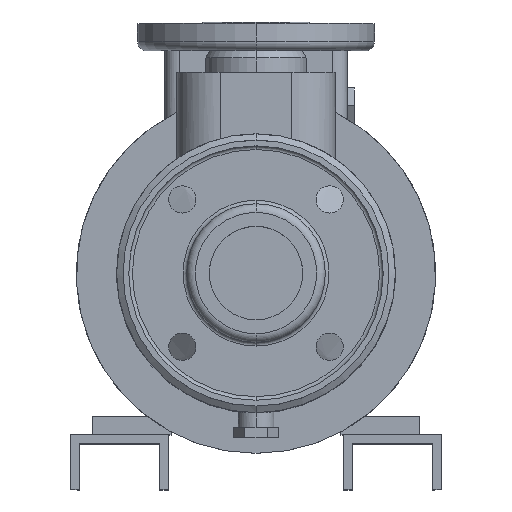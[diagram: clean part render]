
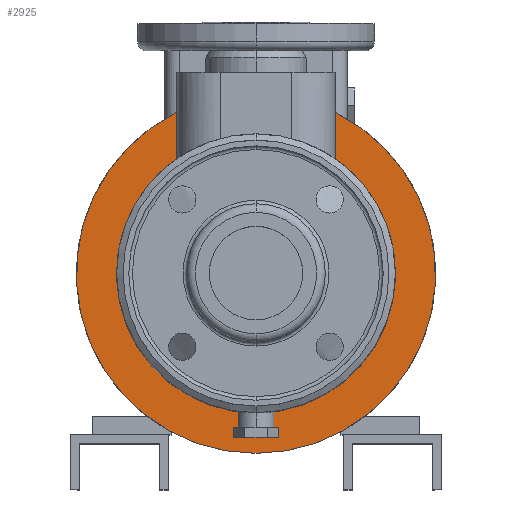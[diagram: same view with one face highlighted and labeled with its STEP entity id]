
A CAD part, top view. The second image highlights one B-rep face of the part: STEP entity #2925.
In plain terms, the highlighted planar face has unit normal (0, 0, 1).
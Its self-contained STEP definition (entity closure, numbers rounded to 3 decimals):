
#143 = ORIENTED_EDGE ( 'NONE', *, *, #9696, .T. ) ;
#358 = DIRECTION ( 'NONE',  ( 0., 0., -1. ) ) ;
#537 = VERTEX_POINT ( 'NONE', #2481 ) ;
#1193 = LINE ( 'NONE', #11752, #1937 ) ;
#1458 = PLANE ( 'NONE',  #2708 ) ;
#1471 = CARTESIAN_POINT ( 'NONE',  ( -55., 79.9, -43. ) ) ;
#1551 = ORIENTED_EDGE ( 'NONE', *, *, #9792, .T. ) ;
#1869 = DIRECTION ( 'NONE',  ( 0., 0., 1. ) ) ;
#1897 = DIRECTION ( 'NONE',  ( 0., 0., 1. ) ) ;
#1937 = VECTOR ( 'NONE', #10652, 1000. ) ;
#2132 = CARTESIAN_POINT ( 'NONE',  ( 0., -125., -43. ) ) ;
#2202 = ORIENTED_EDGE ( 'NONE', *, *, #11719, .F. ) ;
#2277 = CIRCLE ( 'NONE', #7087, 125. ) ;
#2282 = CARTESIAN_POINT ( 'NONE',  ( 55., 79.9, -43. ) ) ;
#2481 = CARTESIAN_POINT ( 'NONE',  ( 0., -97., -43. ) ) ;
#2708 = AXIS2_PLACEMENT_3D ( 'NONE', #6539, #358, #4424 ) ;
#2925 = ADVANCED_FACE ( 'NONE', ( #8601 ), #1458, .F. ) ;
#3646 = DIRECTION ( 'NONE',  ( 0., 0., 1. ) ) ;
#3924 = CIRCLE ( 'NONE', #5674, 97. ) ;
#4007 = CARTESIAN_POINT ( 'NONE',  ( 55., -125.002, -43. ) ) ;
#4054 = CARTESIAN_POINT ( 'NONE',  ( 55., 112.25, -43. ) ) ;
#4142 = LINE ( 'NONE', #4007, #9086 ) ;
#4278 = EDGE_CURVE ( 'NONE', #11466, #12139, #4142, .T. ) ;
#4424 = DIRECTION ( 'NONE',  ( 0., 1., 0. ) ) ;
#4532 = EDGE_CURVE ( 'NONE', #537, #11466, #12786, .T. ) ;
#4680 = EDGE_CURVE ( 'NONE', #11653, #6903, #2277, .T. ) ;
#5065 = DIRECTION ( 'NONE',  ( 0., -1., 0. ) ) ;
#5674 = AXIS2_PLACEMENT_3D ( 'NONE', #5988, #1869, #11383 ) ;
#5883 = AXIS2_PLACEMENT_3D ( 'NONE', #10117, #1897, #5065 ) ;
#5988 = CARTESIAN_POINT ( 'NONE',  ( 0., 0., -43. ) ) ;
#6307 = DIRECTION ( 'NONE',  ( 0., 0., 1. ) ) ;
#6472 = ORIENTED_EDGE ( 'NONE', *, *, #4680, .T. ) ;
#6539 = CARTESIAN_POINT ( 'NONE',  ( 0., 97., -43. ) ) ;
#6903 = VERTEX_POINT ( 'NONE', #2132 ) ;
#7087 = AXIS2_PLACEMENT_3D ( 'NONE', #9393, #6307, #8111 ) ;
#8111 = DIRECTION ( 'NONE',  ( 0., -1., 0. ) ) ;
#8253 = DIRECTION ( 'NONE',  ( 0., 1., 0. ) ) ;
#8601 = FACE_OUTER_BOUND ( 'NONE', #9297, .T. ) ;
#9060 = CARTESIAN_POINT ( 'NONE',  ( 0., 0., -43. ) ) ;
#9086 = VECTOR ( 'NONE', #8253, 1000. ) ;
#9297 = EDGE_LOOP ( 'NONE', ( #11412, #13259, #2202, #1551, #6472, #143 ) ) ;
#9393 = CARTESIAN_POINT ( 'NONE',  ( 0., 0., -43. ) ) ;
#9696 = EDGE_CURVE ( 'NONE', #6903, #12139, #9806, .T. ) ;
#9792 = EDGE_CURVE ( 'NONE', #11182, #11653, #1193, .T. ) ;
#9806 = CIRCLE ( 'NONE', #5883, 125. ) ;
#10117 = CARTESIAN_POINT ( 'NONE',  ( 0., 0., -43. ) ) ;
#10652 = DIRECTION ( 'NONE',  ( 0., 1., 0. ) ) ;
#11114 = CARTESIAN_POINT ( 'NONE',  ( -55., 112.25, -43. ) ) ;
#11182 = VERTEX_POINT ( 'NONE', #1471 ) ;
#11383 = DIRECTION ( 'NONE',  ( 0., -1., 0. ) ) ;
#11412 = ORIENTED_EDGE ( 'NONE', *, *, #4278, .F. ) ;
#11466 = VERTEX_POINT ( 'NONE', #2282 ) ;
#11653 = VERTEX_POINT ( 'NONE', #11114 ) ;
#11719 = EDGE_CURVE ( 'NONE', #11182, #537, #3924, .T. ) ;
#11752 = CARTESIAN_POINT ( 'NONE',  ( -55., -125.002, -43. ) ) ;
#11915 = AXIS2_PLACEMENT_3D ( 'NONE', #9060, #3646, #12960 ) ;
#12139 = VERTEX_POINT ( 'NONE', #4054 ) ;
#12786 = CIRCLE ( 'NONE', #11915, 97. ) ;
#12960 = DIRECTION ( 'NONE',  ( 0., -1., 0. ) ) ;
#13259 = ORIENTED_EDGE ( 'NONE', *, *, #4532, .F. ) ;
